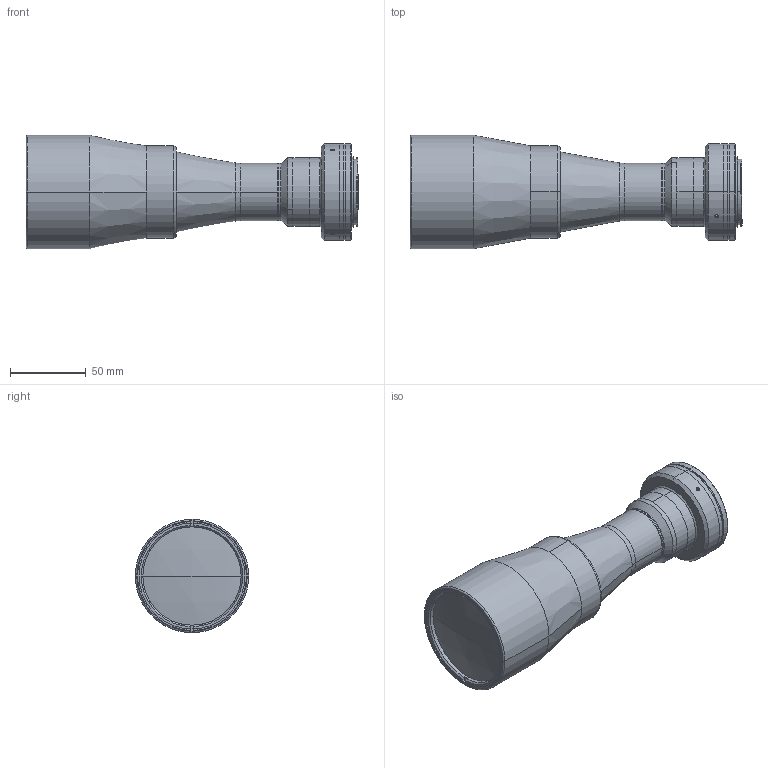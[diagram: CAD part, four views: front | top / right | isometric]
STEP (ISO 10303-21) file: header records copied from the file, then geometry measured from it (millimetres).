
FILE_DESCRIPTION (( 'STEP AP203' ), '1' );
FILE_NAME ('DP32108-A_TC4MHRP048-F.step', '2022-06-13T07:56:30', ( '' ), ( '' ), 'SwSTEP 2.0', 'SolidWorks 2021', '' );
FILE_SCHEMA (( 'CONFIG_CONTROL_DESIGN' ));
Length unit declared in the file: millimetre
Products named in the file (1): DP32108-A_TC4MHRP048-F
Bounding box: 219.51 x 75 x 75 mm (x, y, z)
Surface area: 61240.5 mm2 (no closed solid volume)
Topology: 0 solids, 18 shells, 144 faces, 408 edges, 279 vertices
Faces by surface type: cylinder 62, plane 48, cone 24, torus 6, sphere 4
Entity records: 5003 total; most frequent: CARTESIAN_POINT 1114, DIRECTION 878, ORIENTED_EDGE 671, EDGE_CURVE 408, AXIS2_PLACEMENT_3D 355, VERTEX_POINT 279, CIRCLE 210, EDGE_LOOP 168
